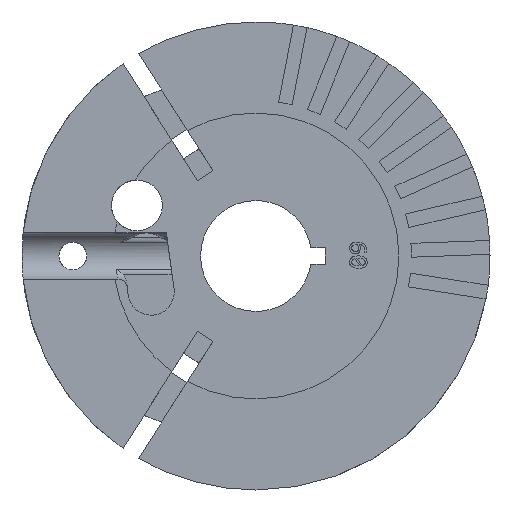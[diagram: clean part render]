
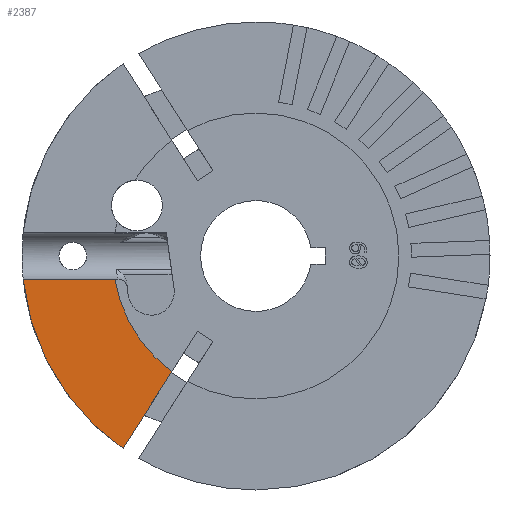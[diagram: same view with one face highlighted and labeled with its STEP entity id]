
A CAD part, left-side view. The second image highlights one B-rep face of the part: STEP entity #2387.
In plain terms, the highlighted planar face has unit normal (-1, 0, 0).
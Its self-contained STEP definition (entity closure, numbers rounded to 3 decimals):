
#438 = VERTEX_POINT ( 'NONE', #2806 ) ;
#540 = EDGE_CURVE ( 'NONE', #2255, #1882, #5053, .T. ) ;
#564 = CIRCLE ( 'NONE', #1551, 15.475 ) ;
#638 = LINE ( 'NONE', #5246, #5050 ) ;
#778 = ORIENTED_EDGE ( 'NONE', *, *, #1190, .T. ) ;
#935 = CARTESIAN_POINT ( 'NONE',  ( 1.6, 25.201, -2.5 ) ) ;
#1011 = ORIENTED_EDGE ( 'NONE', *, *, #4495, .F. ) ;
#1190 = EDGE_CURVE ( 'NONE', #1882, #3063, #638, .T. ) ;
#1497 = DIRECTION ( 'NONE',  ( 0., 0., 1. ) ) ;
#1521 = LINE ( 'NONE', #2120, #6662 ) ;
#1551 = AXIS2_PLACEMENT_3D ( 'NONE', #6065, #3658, #1497 ) ;
#1882 = VERTEX_POINT ( 'NONE', #4172 ) ;
#1903 = CARTESIAN_POINT ( 'NONE',  ( 1.6, 0., 0. ) ) ;
#2120 = CARTESIAN_POINT ( 'NONE',  ( 1.6, 2.597, -2.5 ) ) ;
#2221 = CARTESIAN_POINT ( 'NONE',  ( 1.6, 9.111, -12.509 ) ) ;
#2255 = VERTEX_POINT ( 'NONE', #935 ) ;
#2359 = AXIS2_PLACEMENT_3D ( 'NONE', #1903, #5302, #3060 ) ;
#2383 = PLANE ( 'NONE',  #2359 ) ;
#2387 = ADVANCED_FACE ( 'NONE', ( #7033 ), #2383, .T. ) ;
#2497 = DIRECTION ( 'NONE',  ( -1., 0., 0. ) ) ;
#2640 = DIRECTION ( 'NONE',  ( 0., 1., 0. ) ) ;
#2806 = CARTESIAN_POINT ( 'NONE',  ( 1.6, 15.272, -2.5 ) ) ;
#3060 = DIRECTION ( 'NONE',  ( 0., 0., 1. ) ) ;
#3063 = VERTEX_POINT ( 'NONE', #2221 ) ;
#3578 = CARTESIAN_POINT ( 'NONE',  ( 1.6, 0., 0. ) ) ;
#3658 = DIRECTION ( 'NONE',  ( -1., 0., 0. ) ) ;
#3859 = EDGE_CURVE ( 'NONE', #438, #2255, #1521, .T. ) ;
#4172 = CARTESIAN_POINT ( 'NONE',  ( 1.6, 14.39, -20.839 ) ) ;
#4495 = EDGE_CURVE ( 'NONE', #438, #3063, #564, .T. ) ;
#4792 = ORIENTED_EDGE ( 'NONE', *, *, #3859, .T. ) ;
#5050 = VECTOR ( 'NONE', #6258, 1000. ) ;
#5053 = CIRCLE ( 'NONE', #5650, 25.325 ) ;
#5246 = CARTESIAN_POINT ( 'NONE',  ( 1.6, 0.845, 0.535 ) ) ;
#5302 = DIRECTION ( 'NONE',  ( -1., 0., 0. ) ) ;
#5650 = AXIS2_PLACEMENT_3D ( 'NONE', #3578, #2497, #5944 ) ;
#5944 = DIRECTION ( 'NONE',  ( 0., 0., 1. ) ) ;
#6065 = CARTESIAN_POINT ( 'NONE',  ( 1.6, 0., 0. ) ) ;
#6180 = ORIENTED_EDGE ( 'NONE', *, *, #540, .T. ) ;
#6258 = DIRECTION ( 'NONE',  ( 0., -0.535, 0.845 ) ) ;
#6662 = VECTOR ( 'NONE', #2640, 1000. ) ;
#6862 = EDGE_LOOP ( 'NONE', ( #6180, #778, #1011, #4792 ) ) ;
#7033 = FACE_OUTER_BOUND ( 'NONE', #6862, .T. ) ;
